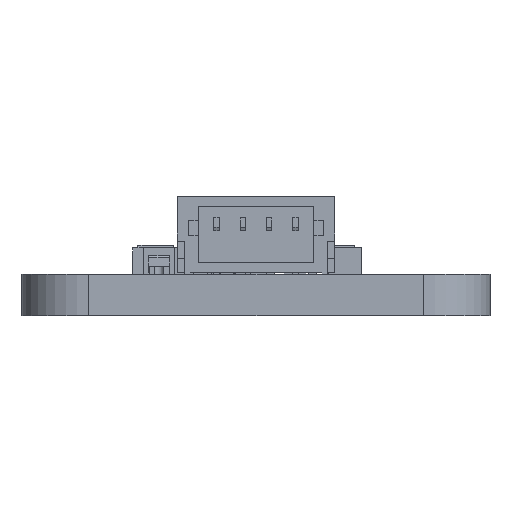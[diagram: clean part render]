
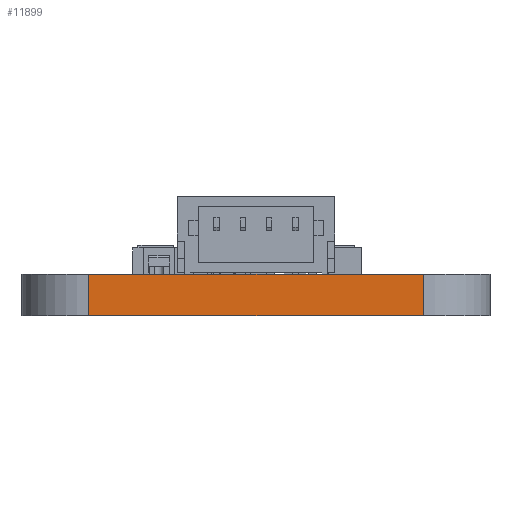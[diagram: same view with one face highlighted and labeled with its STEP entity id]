
A CAD part, left-side view. The second image highlights one B-rep face of the part: STEP entity #11899.
In plain terms, the highlighted planar face has unit normal (-1, 0, 0).
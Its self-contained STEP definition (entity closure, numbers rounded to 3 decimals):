
#215=PLANE('',#12773);
#787=FACE_OUTER_BOUND('',#1421,.T.);
#1421=EDGE_LOOP('',(#8095,#8096,#8097,#8098));
#2146=LINE('',#16955,#3587);
#2147=LINE('',#16958,#3588);
#2148=LINE('',#16960,#3589);
#2149=LINE('',#16961,#3590);
#3587=VECTOR('',#13824,10.);
#3588=VECTOR('',#13827,10.);
#3589=VECTOR('',#13828,10.);
#3590=VECTOR('',#13829,10.);
#5270=VERTEX_POINT('',#16951);
#5271=VERTEX_POINT('',#16953);
#5272=VERTEX_POINT('',#16957);
#5273=VERTEX_POINT('',#16959);
#6398=EDGE_CURVE('',#5270,#5271,#2146,.T.);
#6399=EDGE_CURVE('',#5272,#5270,#2147,.T.);
#6400=EDGE_CURVE('',#5273,#5271,#2148,.T.);
#6401=EDGE_CURVE('',#5272,#5273,#2149,.T.);
#8095=ORIENTED_EDGE('',*,*,#6399,.T.);
#8096=ORIENTED_EDGE('',*,*,#6398,.T.);
#8097=ORIENTED_EDGE('',*,*,#6400,.F.);
#8098=ORIENTED_EDGE('',*,*,#6401,.F.);
#11899=ADVANCED_FACE('',(#787),#215,.T.);
#12773=AXIS2_PLACEMENT_3D('',#16956,#13825,#13826);
#13824=DIRECTION('',(0.,0.,1.));
#13825=DIRECTION('center_axis',(-1.,0.,0.));
#13826=DIRECTION('ref_axis',(0.,-1.,0.));
#13827=DIRECTION('',(0.,-1.,0.));
#13828=DIRECTION('',(0.,-1.,0.));
#13829=DIRECTION('',(0.,0.,1.));
#16951=CARTESIAN_POINT('',(0.,2.54,0.));
#16953=CARTESIAN_POINT('',(0.,2.54,1.57));
#16955=CARTESIAN_POINT('',(0.,2.54,0.));
#16956=CARTESIAN_POINT('Origin',(0.,15.24,0.));
#16957=CARTESIAN_POINT('',(0.,15.24,0.));
#16958=CARTESIAN_POINT('',(0.,15.24,0.));
#16959=CARTESIAN_POINT('',(0.,15.24,1.57));
#16960=CARTESIAN_POINT('',(0.,15.24,1.57));
#16961=CARTESIAN_POINT('',(0.,15.24,0.));
